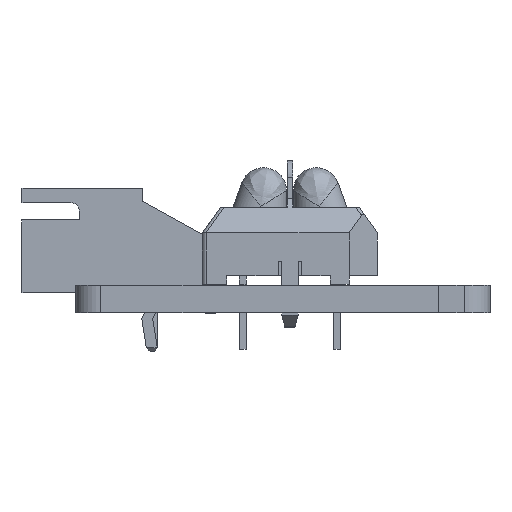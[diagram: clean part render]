
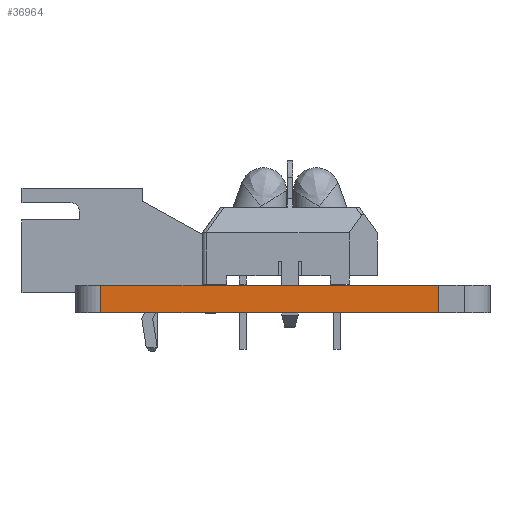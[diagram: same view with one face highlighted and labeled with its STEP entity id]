
A CAD part, left-side view. The second image highlights one B-rep face of the part: STEP entity #36964.
In plain terms, the highlighted planar face has unit normal (-1, 0, 0).
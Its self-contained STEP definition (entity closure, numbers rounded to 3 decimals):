
#33631 = PLANE('',#33632);
#33632 = AXIS2_PLACEMENT_3D('',#33633,#33634,#33635);
#33633 = CARTESIAN_POINT('',(116.069,-79.999,1.6));
#33634 = DIRECTION('',(0.,0.,1.));
#33635 = DIRECTION('',(1.,0.,-0.));
#33686 = PLANE('',#33687);
#33687 = AXIS2_PLACEMENT_3D('',#33688,#33689,#33690);
#33688 = CARTESIAN_POINT('',(116.069,-79.999,0.));
#33689 = DIRECTION('',(0.,0.,1.));
#33690 = DIRECTION('',(1.,0.,-0.));
#33795 = CYLINDRICAL_SURFACE('',#33796,1.5);
#33796 = AXIS2_PLACEMENT_3D('',#33797,#33798,#33799);
#33797 = CARTESIAN_POINT('',(86.635,-69.4,0.));
#33798 = DIRECTION('',(-0.,-0.,-1.));
#33799 = DIRECTION('',(1.,0.,-0.));
#33856 = VERTEX_POINT('',#33857);
#33857 = CARTESIAN_POINT('',(85.135,-69.4,0.));
#33879 = EDGE_CURVE('',#33880,#33856,#33882,.T.);
#33880 = VERTEX_POINT('',#33881);
#33881 = CARTESIAN_POINT('',(85.135,-89.08,0.));
#33882 = SURFACE_CURVE('',#33883,(#33887,#33894),.PCURVE_S1.);
#33883 = LINE('',#33884,#33885);
#33884 = CARTESIAN_POINT('',(85.135,-89.08,0.));
#33885 = VECTOR('',#33886,1.);
#33886 = DIRECTION('',(0.,1.,0.));
#33887 = PCURVE('',#33686,#33888);
#33888 = DEFINITIONAL_REPRESENTATION('',(#33889),#33893);
#33889 = LINE('',#33890,#33891);
#33890 = CARTESIAN_POINT('',(-30.934,-9.081));
#33891 = VECTOR('',#33892,1.);
#33892 = DIRECTION('',(0.,1.));
#33893 = ( GEOMETRIC_REPRESENTATION_CONTEXT(2) 
PARAMETRIC_REPRESENTATION_CONTEXT() REPRESENTATION_CONTEXT('2D SPACE',''
  ) );
#33894 = PCURVE('',#33895,#33900);
#33895 = PLANE('',#33896);
#33896 = AXIS2_PLACEMENT_3D('',#33897,#33898,#33899);
#33897 = CARTESIAN_POINT('',(85.135,-89.08,0.));
#33898 = DIRECTION('',(-1.,0.,0.));
#33899 = DIRECTION('',(0.,1.,0.));
#33900 = DEFINITIONAL_REPRESENTATION('',(#33901),#33905);
#33901 = LINE('',#33902,#33903);
#33902 = CARTESIAN_POINT('',(0.,0.));
#33903 = VECTOR('',#33904,1.);
#33904 = DIRECTION('',(1.,0.));
#33905 = ( GEOMETRIC_REPRESENTATION_CONTEXT(2) 
PARAMETRIC_REPRESENTATION_CONTEXT() REPRESENTATION_CONTEXT('2D SPACE',''
  ) );
#33923 = PLANE('',#33924);
#33924 = AXIS2_PLACEMENT_3D('',#33925,#33926,#33927);
#33925 = CARTESIAN_POINT('',(85.125,-90.59,0.));
#33926 = DIRECTION('',(-1.,0.007,0.));
#33927 = DIRECTION('',(0.007,1.,0.));
#35503 = VERTEX_POINT('',#35504);
#35504 = CARTESIAN_POINT('',(85.135,-69.4,1.6));
#35526 = EDGE_CURVE('',#35527,#35503,#35529,.T.);
#35527 = VERTEX_POINT('',#35528);
#35528 = CARTESIAN_POINT('',(85.135,-89.08,1.6));
#35529 = SURFACE_CURVE('',#35530,(#35534,#35541),.PCURVE_S1.);
#35530 = LINE('',#35531,#35532);
#35531 = CARTESIAN_POINT('',(85.135,-89.08,1.6));
#35532 = VECTOR('',#35533,1.);
#35533 = DIRECTION('',(0.,1.,0.));
#35534 = PCURVE('',#33631,#35535);
#35535 = DEFINITIONAL_REPRESENTATION('',(#35536),#35540);
#35536 = LINE('',#35537,#35538);
#35537 = CARTESIAN_POINT('',(-30.934,-9.081));
#35538 = VECTOR('',#35539,1.);
#35539 = DIRECTION('',(0.,1.));
#35540 = ( GEOMETRIC_REPRESENTATION_CONTEXT(2) 
PARAMETRIC_REPRESENTATION_CONTEXT() REPRESENTATION_CONTEXT('2D SPACE',''
  ) );
#35541 = PCURVE('',#33895,#35542);
#35542 = DEFINITIONAL_REPRESENTATION('',(#35543),#35547);
#35543 = LINE('',#35544,#35545);
#35544 = CARTESIAN_POINT('',(0.,-1.6));
#35545 = VECTOR('',#35546,1.);
#35546 = DIRECTION('',(1.,0.));
#35547 = ( GEOMETRIC_REPRESENTATION_CONTEXT(2) 
PARAMETRIC_REPRESENTATION_CONTEXT() REPRESENTATION_CONTEXT('2D SPACE',''
  ) );
#36916 = EDGE_CURVE('',#33856,#35503,#36917,.T.);
#36917 = SURFACE_CURVE('',#36918,(#36922,#36929),.PCURVE_S1.);
#36918 = LINE('',#36919,#36920);
#36919 = CARTESIAN_POINT('',(85.135,-69.4,0.));
#36920 = VECTOR('',#36921,1.);
#36921 = DIRECTION('',(0.,0.,1.));
#36922 = PCURVE('',#33795,#36923);
#36923 = DEFINITIONAL_REPRESENTATION('',(#36924),#36928);
#36924 = LINE('',#36925,#36926);
#36925 = CARTESIAN_POINT('',(-3.141,0.));
#36926 = VECTOR('',#36927,1.);
#36927 = DIRECTION('',(-0.,-1.));
#36928 = ( GEOMETRIC_REPRESENTATION_CONTEXT(2) 
PARAMETRIC_REPRESENTATION_CONTEXT() REPRESENTATION_CONTEXT('2D SPACE',''
  ) );
#36929 = PCURVE('',#33895,#36930);
#36930 = DEFINITIONAL_REPRESENTATION('',(#36931),#36935);
#36931 = LINE('',#36932,#36933);
#36932 = CARTESIAN_POINT('',(19.68,0.));
#36933 = VECTOR('',#36934,1.);
#36934 = DIRECTION('',(0.,-1.));
#36935 = ( GEOMETRIC_REPRESENTATION_CONTEXT(2) 
PARAMETRIC_REPRESENTATION_CONTEXT() REPRESENTATION_CONTEXT('2D SPACE',''
  ) );
#36964 = ADVANCED_FACE('',(#36965),#33895,.T.);
#36965 = FACE_BOUND('',#36966,.T.);
#36966 = EDGE_LOOP('',(#36967,#36988,#36989,#36990));
#36967 = ORIENTED_EDGE('',*,*,#36968,.T.);
#36968 = EDGE_CURVE('',#33880,#35527,#36969,.T.);
#36969 = SURFACE_CURVE('',#36970,(#36974,#36981),.PCURVE_S1.);
#36970 = LINE('',#36971,#36972);
#36971 = CARTESIAN_POINT('',(85.135,-89.08,0.));
#36972 = VECTOR('',#36973,1.);
#36973 = DIRECTION('',(0.,0.,1.));
#36974 = PCURVE('',#33895,#36975);
#36975 = DEFINITIONAL_REPRESENTATION('',(#36976),#36980);
#36976 = LINE('',#36977,#36978);
#36977 = CARTESIAN_POINT('',(0.,0.));
#36978 = VECTOR('',#36979,1.);
#36979 = DIRECTION('',(0.,-1.));
#36980 = ( GEOMETRIC_REPRESENTATION_CONTEXT(2) 
PARAMETRIC_REPRESENTATION_CONTEXT() REPRESENTATION_CONTEXT('2D SPACE',''
  ) );
#36981 = PCURVE('',#33923,#36982);
#36982 = DEFINITIONAL_REPRESENTATION('',(#36983),#36987);
#36983 = LINE('',#36984,#36985);
#36984 = CARTESIAN_POINT('',(1.51,0.));
#36985 = VECTOR('',#36986,1.);
#36986 = DIRECTION('',(0.,-1.));
#36987 = ( GEOMETRIC_REPRESENTATION_CONTEXT(2) 
PARAMETRIC_REPRESENTATION_CONTEXT() REPRESENTATION_CONTEXT('2D SPACE',''
  ) );
#36988 = ORIENTED_EDGE('',*,*,#35526,.T.);
#36989 = ORIENTED_EDGE('',*,*,#36916,.F.);
#36990 = ORIENTED_EDGE('',*,*,#33879,.F.);
